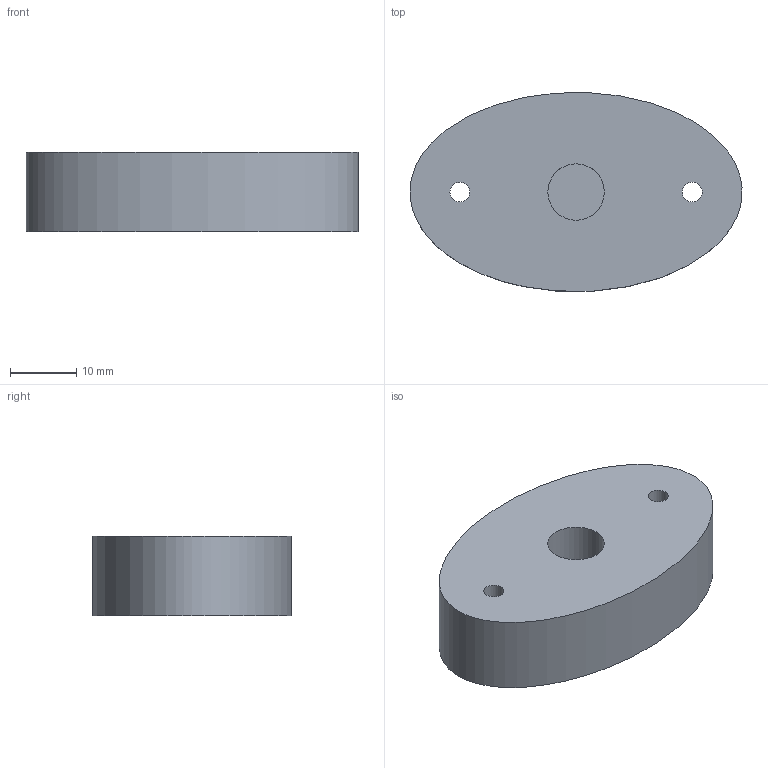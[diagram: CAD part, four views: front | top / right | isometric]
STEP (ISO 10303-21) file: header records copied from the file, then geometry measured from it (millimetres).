
FILE_DESCRIPTION(/* description */ (''),/* implementation_level */ '2;1');
FILE_NAME(/* name */ 'Baffle elipse support bottom.step',/* time_stamp */ '2022-03-21T20:11:28+01:00',/* author */ (''),/* organization */ (''),/* preprocessor_version */ 'ST-DEVELOPER v18.1',/* originating_system */ 'Autodesk Translation Framework v10.13.0.1454',/* authorisation */ '');
FILE_SCHEMA (('AUTOMOTIVE_DESIGN { 1 0 10303 214 3 1 1 }'));
Length unit declared in the file: millimetre
Products named in the file (1): Baffle elipse support bottom
Bounding box: 49.98 x 29.89 x 12 mm (x, y, z)
Volume: 13624.1 mm3; surface area: 4245.7 mm2
Topology: 1 solids, 1 shells, 7 faces, 12 edges, 8 vertices
Faces by surface type: cylinder 3, plane 3, bspline 1
Full cylindrical faces by diameter (mm): 3 x2, 8.5 x1
Entity records: 235 total; most frequent: CARTESIAN_POINT 45, DIRECTION 34, ORIENTED_EDGE 24, AXIS2_PLACEMENT_3D 15, EDGE_LOOP 12, EDGE_CURVE 12, VERTEX_POINT 8, FACE_OUTER_BOUND 7
